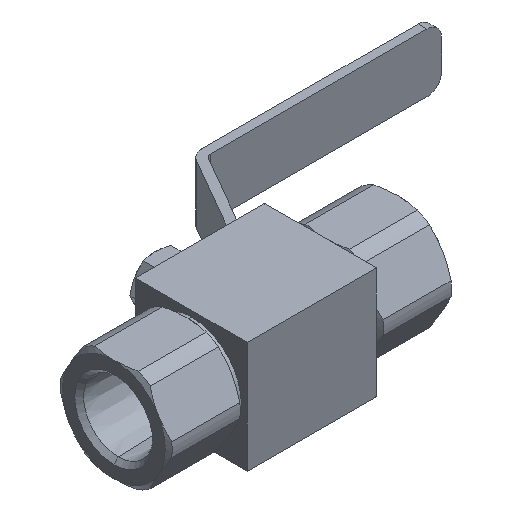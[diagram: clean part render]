
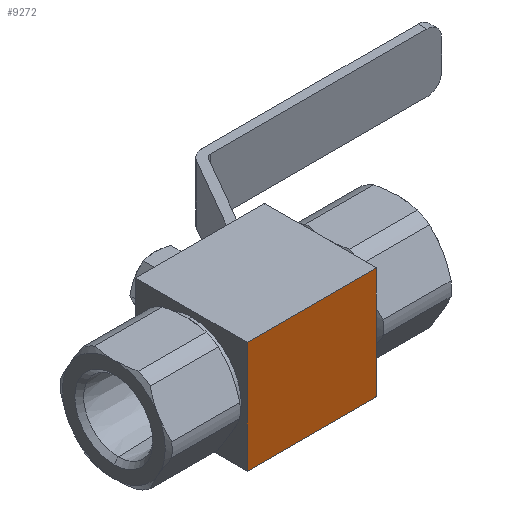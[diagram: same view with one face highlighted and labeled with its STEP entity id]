
A CAD part, isometric view. The second image highlights one B-rep face of the part: STEP entity #9272.
In plain terms, the highlighted planar face has unit normal (0, -1, 0).
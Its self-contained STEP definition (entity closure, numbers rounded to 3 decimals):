
#8703 = VERTEX_POINT('',#8704);
#8704 = CARTESIAN_POINT('',(3173.104,465.531,-19.));
#8710 = EDGE_CURVE('',#8711,#8703,#8713,.T.);
#8711 = VERTEX_POINT('',#8712);
#8712 = CARTESIAN_POINT('',(3173.104,465.531,19.));
#8713 = LINE('',#8714,#8715);
#8714 = CARTESIAN_POINT('',(3173.104,465.531,19.));
#8715 = VECTOR('',#8716,1.);
#8716 = DIRECTION('',(0.,0.,-1.));
#8743 = VERTEX_POINT('',#8744);
#8744 = CARTESIAN_POINT('',(3217.104,465.531,-19.));
#8761 = VERTEX_POINT('',#8762);
#8762 = CARTESIAN_POINT('',(3217.104,465.531,19.));
#8768 = EDGE_CURVE('',#8761,#8743,#8769,.T.);
#8769 = LINE('',#8770,#8771);
#8770 = CARTESIAN_POINT('',(3217.104,465.531,19.));
#8771 = VECTOR('',#8772,1.);
#8772 = DIRECTION('',(0.,0.,-1.));
#9262 = EDGE_CURVE('',#8703,#8743,#9263,.T.);
#9263 = LINE('',#9264,#9265);
#9264 = CARTESIAN_POINT('',(3091.034,465.531,-19.));
#9265 = VECTOR('',#9266,1.);
#9266 = DIRECTION('',(1.,-0.,-0.));
#9272 = ADVANCED_FACE('',(#9273),#9284,.T.);
#9273 = FACE_BOUND('',#9274,.T.);
#9274 = EDGE_LOOP('',(#9275,#9276,#9277,#9278));
#9275 = ORIENTED_EDGE('',*,*,#8710,.T.);
#9276 = ORIENTED_EDGE('',*,*,#9262,.T.);
#9277 = ORIENTED_EDGE('',*,*,#8768,.F.);
#9278 = ORIENTED_EDGE('',*,*,#9279,.F.);
#9279 = EDGE_CURVE('',#8711,#8761,#9280,.T.);
#9280 = LINE('',#9281,#9282);
#9281 = CARTESIAN_POINT('',(3091.034,465.531,19.));
#9282 = VECTOR('',#9283,1.);
#9283 = DIRECTION('',(1.,-0.,-0.));
#9284 = PLANE('',#9285);
#9285 = AXIS2_PLACEMENT_3D('',#9286,#9287,#9288);
#9286 = CARTESIAN_POINT('',(3091.034,465.531,19.));
#9287 = DIRECTION('',(0.,-1.,-0.));
#9288 = DIRECTION('',(0.,0.,-1.));
